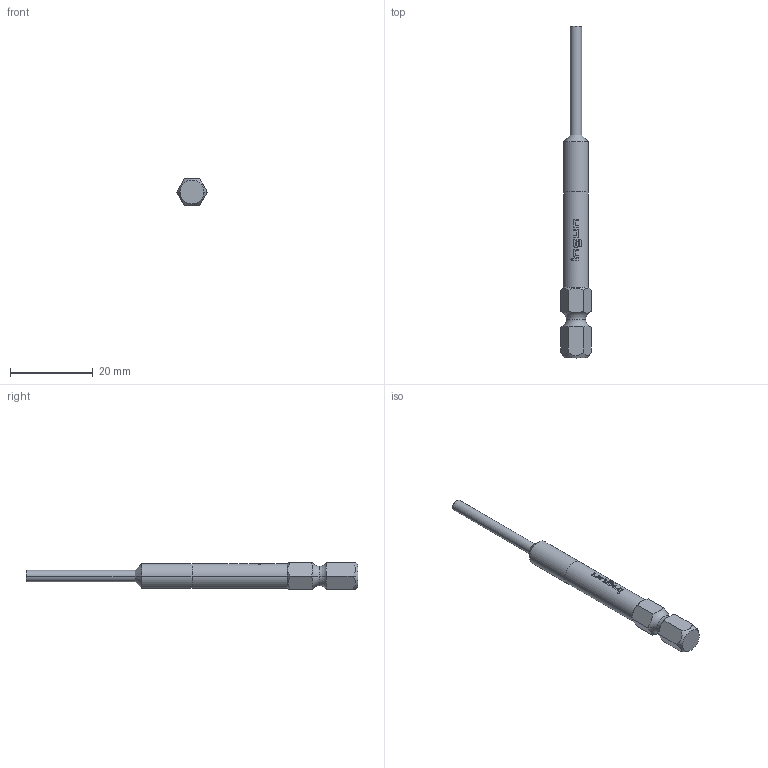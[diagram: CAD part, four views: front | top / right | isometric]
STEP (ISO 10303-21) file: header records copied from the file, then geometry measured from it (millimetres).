
FILE_DESCRIPTION (( 'STEP AP203' ), '1' );
FILE_NAME ('INGUN_BIT-PKS-171_M-B.STEP', '2021-10-19T09:03:07', ( 'ochi' ), ( '' ), 'SwSTEP 2.0', 'SolidWorks 2018', '' );
FILE_SCHEMA (( 'CONFIG_CONTROL_DESIGN' ));
Length unit declared in the file: millimetre
Products named in the file (1): INGUN_BIT-PKS-171_M-B
Bounding box: 7.33 x 80 x 6.35 mm (x, y, z)
Volume: 1673.1 mm3; surface area: 1404.4 mm2
Topology: 1 solids, 1 shells, 116 faces, 296 edges, 187 vertices
Faces by surface type: plane 62, bspline 22, cylinder 18, cone 10, torus 4
Entity records: 4027 total; most frequent: CARTESIAN_POINT 1378, ORIENTED_EDGE 588, DIRECTION 448, EDGE_CURVE 294, VERTEX_POINT 187, AXIS2_PLACEMENT_3D 169, EDGE_LOOP 123, FACE_OUTER_BOUND 116
